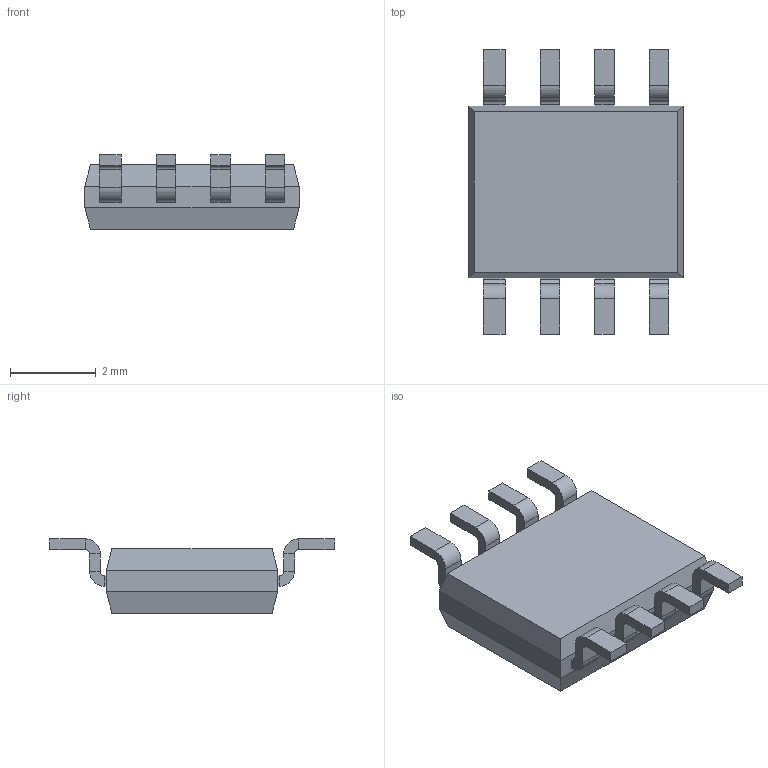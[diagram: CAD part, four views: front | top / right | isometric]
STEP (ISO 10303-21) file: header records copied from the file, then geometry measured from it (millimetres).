
FILE_DESCRIPTION( ( '' ), ' ' );
FILE_NAME( '58c27860f8d2ed0fd587edc7.step', '2017-03-10T09:56:50', ( '' ), ( '' ), ' ', ' ', ' ' );
FILE_SCHEMA( ( 'AUTOMOTIVE_DESIGN { 1 0 10303 214 1 1 1 1 }' ) );
Length unit declared in the file: metre
Products named in the file (1): Part 1
Bounding box: 5 x 6.62 x 1.73 mm (x, y, z)
Volume: 30.6 mm3; surface area: 85.2 mm2
Topology: 1 solids, 1 shells, 136 faces, 335 edges, 210 vertices
Faces by surface type: plane 103, cylinder 33
Full cylindrical faces by diameter (mm): 0.5 x1
Entity records: 5044 total; most frequent: CARTESIAN_POINT 681, DIRECTION 674, ORIENTED_EDGE 668, EDGE_CURVE 334, LINE 268, VECTOR 268, VERTEX_POINT 210, AXIS2_PLACEMENT_3D 203
